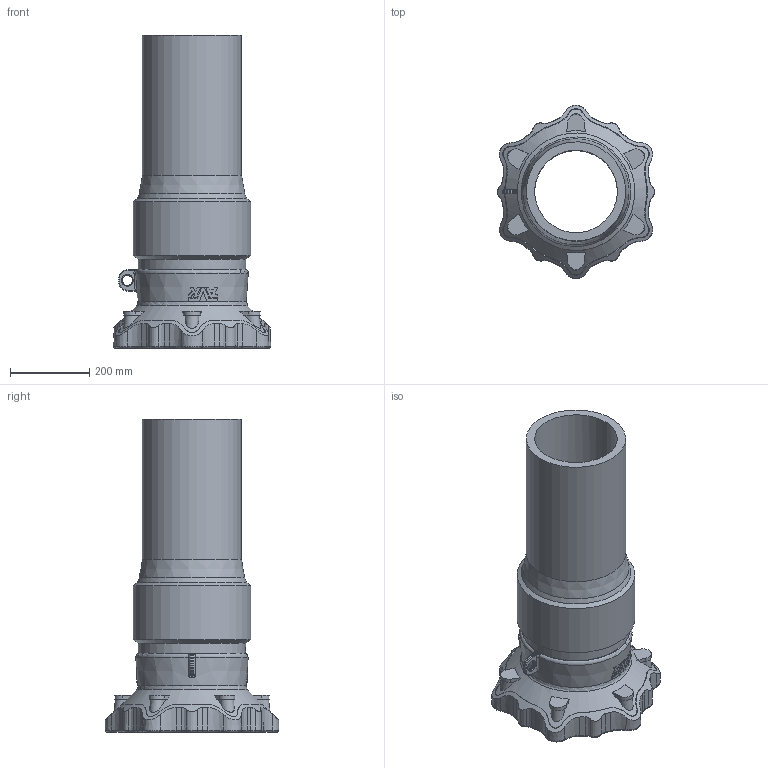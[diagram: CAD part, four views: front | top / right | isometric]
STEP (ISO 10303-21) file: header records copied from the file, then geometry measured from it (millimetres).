
FILE_DESCRIPTION (( 'STEP AP203' ), '1' );
FILE_NAME ('O_635_DN225_250mm_AA2_step.step', '2016-10-13T07:48:33', ( 'Windows User' ), ( 'AVK' ), 'SwSTEP 2.0', 'SolidWorks 2012', '' );
FILE_SCHEMA (( 'CONFIG_CONTROL_DESIGN' ));
Length unit declared in the file: millimetre
Products named in the file (1): O_635_DN225_250mm_AA2_step
Bounding box: 395.97 x 436.58 x 789.69 mm (x, y, z)
Volume: 22507727.5 mm3; surface area: 1377242.8 mm2
Topology: 1 solids, 1 shells, 463 faces, 1248 edges, 799 vertices
Faces by surface type: plane 143, cylinder 97, bspline 87, cone 76, torus 60
Full cylindrical faces by diameter (mm): 208 x1, 250 x1, 270.2 x1, 296.2 x1
Entity records: 21052 total; most frequent: CARTESIAN_POINT 11192, ORIENTED_EDGE 2412, DIRECTION 1548, EDGE_CURVE 1206, VERTEX_POINT 783, AXIS2_PLACEMENT_3D 573, EDGE_LOOP 503, FACE_OUTER_BOUND 472
